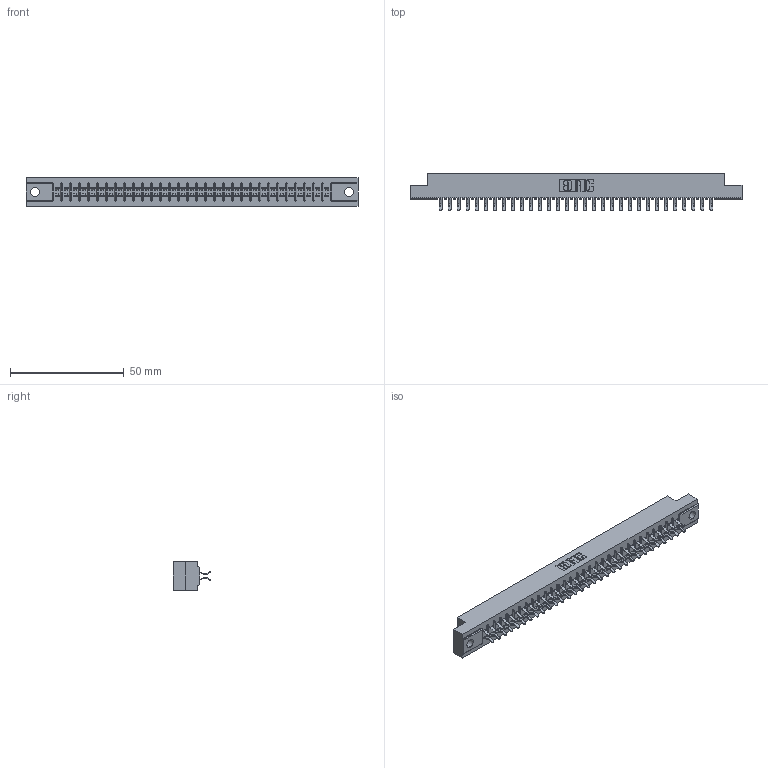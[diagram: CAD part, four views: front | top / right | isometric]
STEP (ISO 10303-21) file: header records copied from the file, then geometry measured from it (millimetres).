
FILE_DESCRIPTION (( 'STEP AP203' ), '1' );
FILE_NAME ('315-062-556-204.STEP', '2019-09-10T20:23:15', ( '' ), ( '' ), 'SwSTEP 2.0', 'SolidWorks 2016', '' );
FILE_SCHEMA (( 'CONFIG_CONTROL_DESIGN' ));
Length unit declared in the file: inch
Products named in the file (3): 305 Part_.156 Dia; 305-290-001_556; 315-062-556-204
Assembly tree (63 placements, depth 2):
  315-062-556-204
    305 Part_.156 Dia
    305-290-001_556  x62
Bounding box: 145.85 x 16.64 x 12.7 mm (x, y, z)
Volume: 15037.5 mm3; surface area: 18729.5 mm2
Topology: 63 solids, 63 shells, 3602 faces, 10365 edges, 6742 vertices
Faces by surface type: plane 2004, cylinder 1474, sphere 124
Entity records: 35544 total; most frequent: CARTESIAN_POINT 5889, ORIENTED_EDGE 5842, DIRECTION 5701, EDGE_CURVE 2921, VECTOR 2353, LINE 2353, VERTEX_POINT 1862, AXIS2_PLACEMENT_3D 1674
